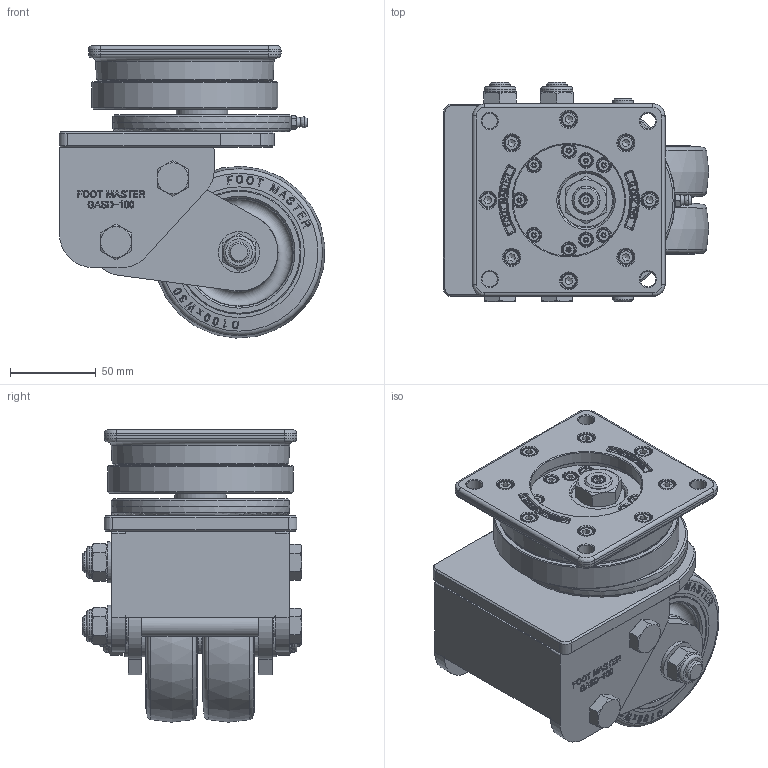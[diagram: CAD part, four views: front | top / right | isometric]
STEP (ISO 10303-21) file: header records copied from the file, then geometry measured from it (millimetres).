
FILE_DESCRIPTION(/* description */ (''),/* implementation_level */ '2;1');
FILE_NAME(/* name */ 'GAASD-100-ASF-HUD.stp',/* time_stamp */ '2024-05-20T14:50:09+09:00',/* author */ ('admin'),/* organization */ (''),/* preprocessor_version */ 'ST-DEVELOPER v18.1',/* originating_system */ 'Autodesk Inventor 2021',/* authorisation */ '');
FILE_SCHEMA (('AUTOMOTIVE_DESIGN { 1 0 10303 214 3 1 1 }'));
Products named in the file (1): GAASD-100-ASF-HUD_Shrinkwrap_1
Bounding box: 154.39 x 127.5 x 169.96 mm (x, y, z)
Volume: 1197005.2 mm3; surface area: 228568.3 mm2
Topology: 2 solids, 7 shells, 2331 faces, 6219 edges, 4140 vertices
Faces by surface type: plane 1098, bspline 719, cone 226, cylinder 216, torus 61, sphere 11
Full cylindrical faces by diameter (mm): 7 x10, 7.5 x1, 8 x9, 8.5 x8, 9 x4, 9.5 x8, 12 x10, 12.2 x8, 14 x2, 14.2 x2, 15 x2, 15.1 x2, 15.2 x2, 16 x2, 16.2 x1, 16.63 x2, 18.5 x4, 20 x3, 24 x6, 30 x1, 31 x1, 32 x1, 33 x4, 35 x6, 65 x1, 71 x1, 72 x4, 73 x1, 101 x1, 101.2 x1
Entity records: 81007 total; most frequent: CARTESIAN_POINT 26777, ORIENTED_EDGE 12416, DIRECTION 8183, EDGE_CURVE 6208, VERTEX_POINT 4140, LINE 2957, VECTOR 2957, EDGE_LOOP 2616
